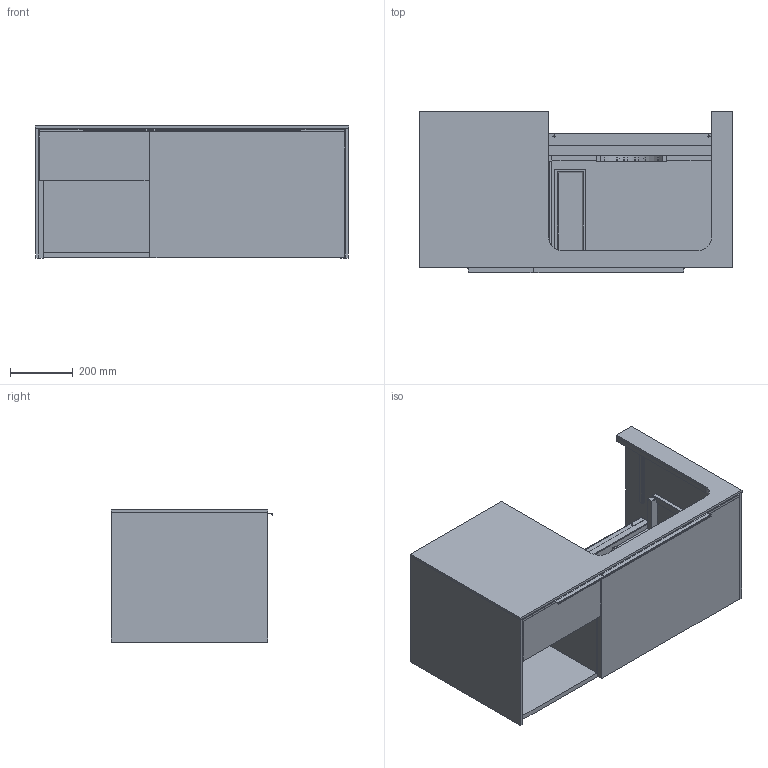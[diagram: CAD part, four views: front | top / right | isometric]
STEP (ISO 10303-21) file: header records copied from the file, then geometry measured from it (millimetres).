
FILE_DESCRIPTION(/* description */ (''),/* implementation_level */ '2;1');
FILE_NAME(/* name */ 'TK132_C5710Z_RFS.stp',/* time_stamp */ '2020-12-01T09:42:31+01:00',/* author */ ('StegeR'),/* organization */ (''),/* preprocessor_version */ 'ST-DEVELOPER v16.1',/* originating_system */ 'Autodesk Inventor 2016',/* authorisation */ '');
FILE_SCHEMA (('AUTOMOTIVE_DESIGN { 1 0 10303 214 3 1 1 }'));
Products named in the file (1): TK132_C5710Z_RFS
Bounding box: 1002 x 516 x 422.5 mm (x, y, z)
Volume: 43535822.1 mm3; surface area: 7670158.5 mm2
Topology: 56 solids, 58 shells, 2608 faces, 7042 edges, 4662 vertices
Faces by surface type: plane 1794, cylinder 738, bspline 44, cone 26, sphere 4, torus 2
Full cylindrical faces by diameter (mm): 2.5 x2, 3 x2, 3.8 x1, 4 x10, 5 x10, 5.1 x4, 6 x16, 7.2 x2, 10 x2, 12 x2, 12.2 x2, 25 x2, 26 x2
Entity records: 85664 total; most frequent: CARTESIAN_POINT 18734, ORIENTED_EDGE 13888, DIRECTION 13518, EDGE_CURVE 6942, LINE 5294, VECTOR 5294, VERTEX_POINT 4641, AXIS2_PLACEMENT_3D 4112
